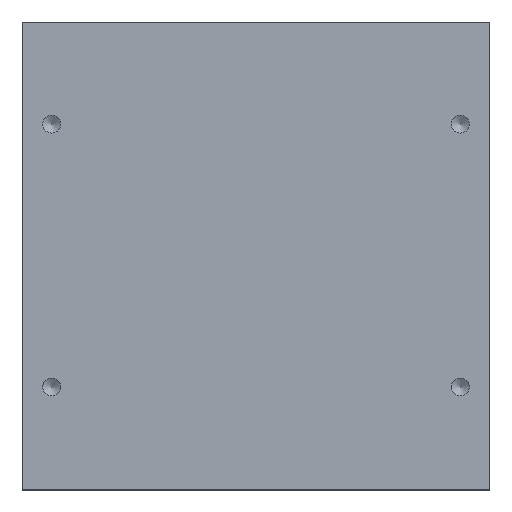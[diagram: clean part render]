
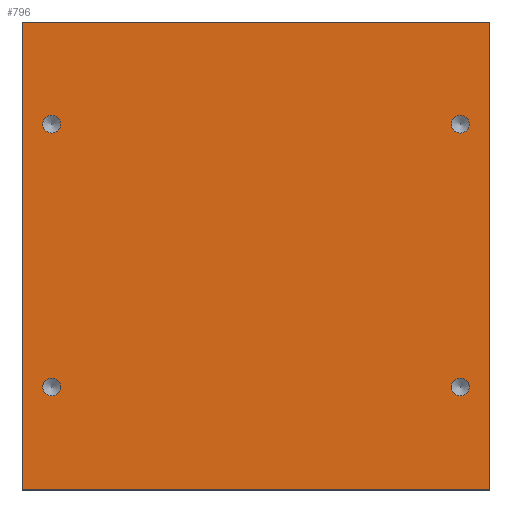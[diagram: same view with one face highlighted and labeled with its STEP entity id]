
A CAD part, top view. The second image highlights one B-rep face of the part: STEP entity #796.
In plain terms, the highlighted planar face has unit normal (0, 0, 1).
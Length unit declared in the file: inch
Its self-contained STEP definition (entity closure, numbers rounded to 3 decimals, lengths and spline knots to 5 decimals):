
#25=FACE_BOUND('',#201,.T.);
#26=FACE_BOUND('',#202,.T.);
#27=FACE_BOUND('',#203,.T.);
#28=FACE_BOUND('',#204,.T.);
#64=CIRCLE('',#868,0.024);
#66=CIRCLE('',#872,0.024);
#68=CIRCLE('',#876,0.024);
#70=CIRCLE('',#880,0.024);
#142=FACE_OUTER_BOUND('',#200,.T.);
#200=EDGE_LOOP('',(#723,#724,#725,#726));
#201=EDGE_LOOP('',(#727));
#202=EDGE_LOOP('',(#728));
#203=EDGE_LOOP('',(#729));
#204=EDGE_LOOP('',(#730));
#230=LINE('',#1217,#300);
#251=LINE('',#1273,#321);
#272=LINE('',#1358,#342);
#274=LINE('',#1361,#344);
#300=VECTOR('',#976,0.3937);
#321=VECTOR('',#1035,0.3937);
#342=VECTOR('',#1132,0.3937);
#344=VECTOR('',#1136,0.3937);
#369=VERTEX_POINT('',#1214);
#370=VERTEX_POINT('',#1216);
#385=VERTEX_POINT('',#1270);
#386=VERTEX_POINT('',#1272);
#391=VERTEX_POINT('',#1290);
#394=VERTEX_POINT('',#1299);
#397=VERTEX_POINT('',#1308);
#400=VERTEX_POINT('',#1317);
#449=EDGE_CURVE('',#370,#369,#230,.T.);
#477=EDGE_CURVE('',#386,#385,#251,.T.);
#485=EDGE_CURVE('',#391,#391,#64,.T.);
#489=EDGE_CURVE('',#394,#394,#66,.T.);
#493=EDGE_CURVE('',#397,#397,#68,.T.);
#497=EDGE_CURVE('',#400,#400,#70,.T.);
#516=EDGE_CURVE('',#385,#370,#272,.T.);
#518=EDGE_CURVE('',#369,#386,#274,.T.);
#723=ORIENTED_EDGE('',*,*,#449,.T.);
#724=ORIENTED_EDGE('',*,*,#518,.T.);
#725=ORIENTED_EDGE('',*,*,#477,.T.);
#726=ORIENTED_EDGE('',*,*,#516,.T.);
#727=ORIENTED_EDGE('',*,*,#485,.T.);
#728=ORIENTED_EDGE('',*,*,#489,.T.);
#729=ORIENTED_EDGE('',*,*,#493,.T.);
#730=ORIENTED_EDGE('',*,*,#497,.T.);
#748=PLANE('',#900);
#796=ADVANCED_FACE('',(#142,#25,#26,#27,#28),#748,.T.);
#868=AXIS2_PLACEMENT_3D('',#1291,#1056,#1057);
#872=AXIS2_PLACEMENT_3D('',#1300,#1066,#1067);
#876=AXIS2_PLACEMENT_3D('',#1309,#1076,#1077);
#880=AXIS2_PLACEMENT_3D('',#1318,#1086,#1087);
#900=AXIS2_PLACEMENT_3D('',#1363,#1139,#1140);
#976=DIRECTION('',(1.,0.,0.));
#1035=DIRECTION('',(-1.,0.,0.));
#1056=DIRECTION('center_axis',(0.,0.,-1.));
#1057=DIRECTION('ref_axis',(1.,0.,0.));
#1066=DIRECTION('center_axis',(0.,0.,-1.));
#1067=DIRECTION('ref_axis',(1.,0.,0.));
#1076=DIRECTION('center_axis',(0.,0.,-1.));
#1077=DIRECTION('ref_axis',(1.,0.,0.));
#1086=DIRECTION('center_axis',(0.,0.,-1.));
#1087=DIRECTION('ref_axis',(1.,0.,0.));
#1132=DIRECTION('',(0.,-1.,0.));
#1136=DIRECTION('',(0.,1.,0.));
#1139=DIRECTION('center_axis',(0.,0.,1.));
#1140=DIRECTION('ref_axis',(1.,0.,0.));
#1214=CARTESIAN_POINT('',(0.63,-0.63,1.35));
#1216=CARTESIAN_POINT('',(-0.63,-0.63,1.35));
#1217=CARTESIAN_POINT('',(0.63,-0.63,1.35));
#1270=CARTESIAN_POINT('',(-0.63,0.63,1.35));
#1272=CARTESIAN_POINT('',(0.63,0.63,1.35));
#1273=CARTESIAN_POINT('',(-0.63,0.63,1.35));
#1290=CARTESIAN_POINT('',(0.52718,-0.35433,1.35));
#1291=CARTESIAN_POINT('Origin',(0.55118,-0.35433,1.35));
#1299=CARTESIAN_POINT('',(-0.57518,0.35433,1.35));
#1300=CARTESIAN_POINT('Origin',(-0.55118,0.35433,1.35));
#1308=CARTESIAN_POINT('',(0.52718,0.35433,1.35));
#1309=CARTESIAN_POINT('Origin',(0.55118,0.35433,1.35));
#1317=CARTESIAN_POINT('',(-0.57518,-0.35433,1.35));
#1318=CARTESIAN_POINT('Origin',(-0.55118,-0.35433,1.35));
#1358=CARTESIAN_POINT('',(-0.63,-0.63,1.35));
#1361=CARTESIAN_POINT('',(0.63,0.63,1.35));
#1363=CARTESIAN_POINT('Origin',(0.,0.,
1.35));
